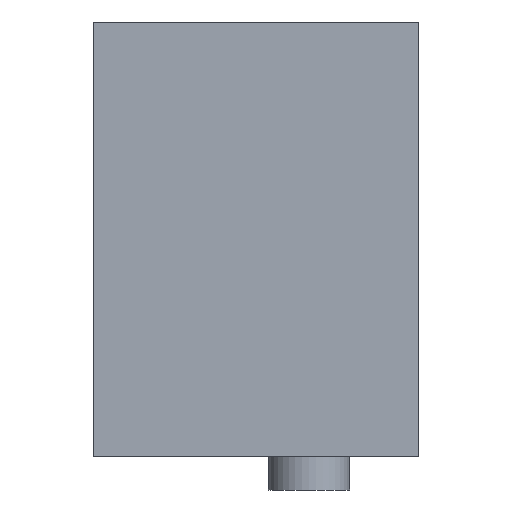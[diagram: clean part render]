
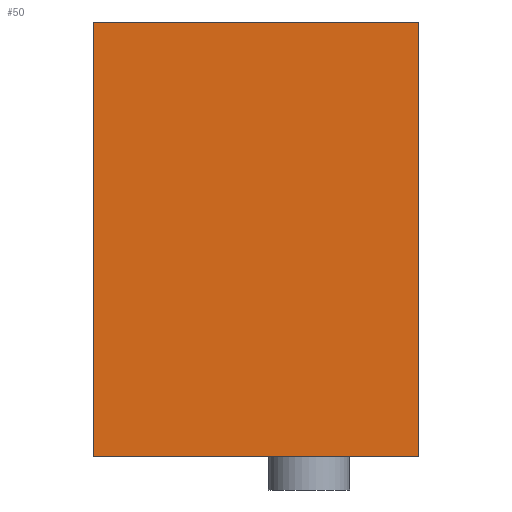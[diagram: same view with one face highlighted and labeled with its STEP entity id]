
A CAD part, left-side view. The second image highlights one B-rep face of the part: STEP entity #50.
In plain terms, the highlighted planar face has unit normal (-1, 0, 0).
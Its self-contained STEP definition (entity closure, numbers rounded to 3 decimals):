
#14 = DIRECTION ( 'NONE',  ( 0., -1., 0. ) ) ;
#19 = AXIS2_PLACEMENT_3D ( 'NONE', #162, #316, #824 ) ;
#29 = EDGE_CURVE ( 'NONE', #473, #531, #472, .T. ) ;
#40 = LINE ( 'NONE', #156, #185 ) ;
#50 = ADVANCED_FACE ( 'NONE', ( #649 ), #673, .T. ) ;
#70 = VECTOR ( 'NONE', #14, 1000. ) ;
#103 = LINE ( 'NONE', #380, #70 ) ;
#108 = VECTOR ( 'NONE', #818, 1000. ) ;
#130 = VECTOR ( 'NONE', #190, 1000. ) ;
#156 = CARTESIAN_POINT ( 'NONE',  ( -40., 0., -16. ) ) ;
#162 = CARTESIAN_POINT ( 'NONE',  ( -40., 0., -16. ) ) ;
#185 = VECTOR ( 'NONE', #665, 1000. ) ;
#190 = DIRECTION ( 'NONE',  ( 0., -1., 0. ) ) ;
#196 = ORIENTED_EDGE ( 'NONE', *, *, #810, .F. ) ;
#207 = VERTEX_POINT ( 'NONE', #849 ) ;
#217 = CARTESIAN_POINT ( 'NONE',  ( -40., 24., -16. ) ) ;
#261 = CARTESIAN_POINT ( 'NONE',  ( -40., 0., 16. ) ) ;
#316 = DIRECTION ( 'NONE',  ( -1., 0., 0. ) ) ;
#380 = CARTESIAN_POINT ( 'NONE',  ( -40., 0., -16. ) ) ;
#408 = ORIENTED_EDGE ( 'NONE', *, *, #570, .T. ) ;
#422 = ORIENTED_EDGE ( 'NONE', *, *, #490, .T. ) ;
#446 = CARTESIAN_POINT ( 'NONE',  ( -40., 24., 16. ) ) ;
#472 = LINE ( 'NONE', #827, #108 ) ;
#473 = VERTEX_POINT ( 'NONE', #217 ) ;
#490 = EDGE_CURVE ( 'NONE', #473, #207, #103, .T. ) ;
#531 = VERTEX_POINT ( 'NONE', #446 ) ;
#570 = EDGE_CURVE ( 'NONE', #207, #901, #40, .T. ) ;
#612 = CARTESIAN_POINT ( 'NONE',  ( -40., 0., 16. ) ) ;
#649 = FACE_OUTER_BOUND ( 'NONE', #680, .T. ) ;
#651 = ORIENTED_EDGE ( 'NONE', *, *, #29, .F. ) ;
#665 = DIRECTION ( 'NONE',  ( 0., 0., 1. ) ) ;
#673 = PLANE ( 'NONE',  #19 ) ;
#680 = EDGE_LOOP ( 'NONE', ( #408, #196, #651, #422 ) ) ;
#810 = EDGE_CURVE ( 'NONE', #531, #901, #942, .T. ) ;
#818 = DIRECTION ( 'NONE',  ( 0., 0., 1. ) ) ;
#824 = DIRECTION ( 'NONE',  ( 0., -1., 0. ) ) ;
#827 = CARTESIAN_POINT ( 'NONE',  ( -40., 24., -16. ) ) ;
#849 = CARTESIAN_POINT ( 'NONE',  ( -40., 0., -16. ) ) ;
#901 = VERTEX_POINT ( 'NONE', #612 ) ;
#942 = LINE ( 'NONE', #261, #130 ) ;
